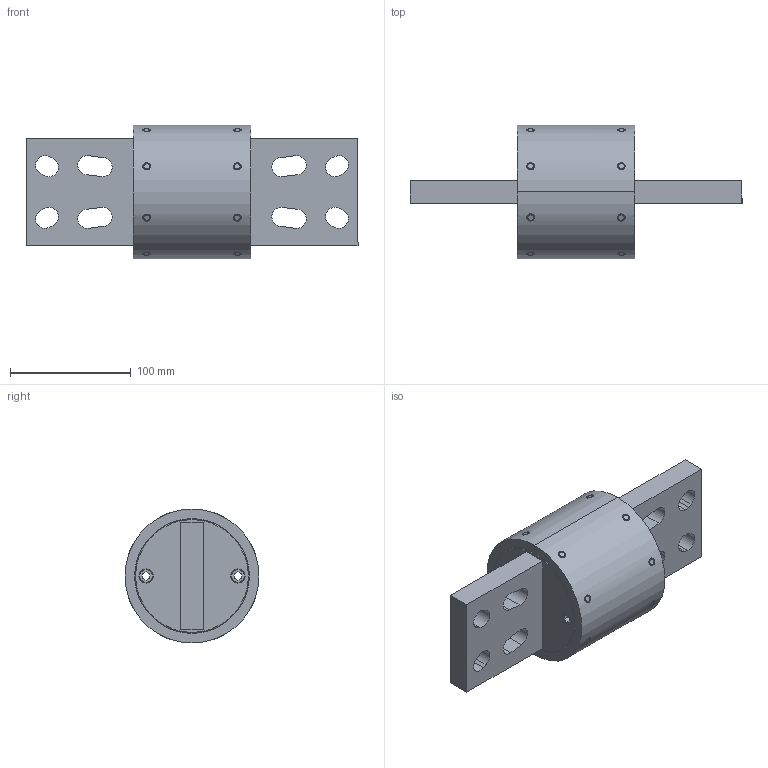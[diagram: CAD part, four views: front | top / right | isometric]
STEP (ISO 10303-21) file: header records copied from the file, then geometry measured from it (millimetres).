
FILE_DESCRIPTION (( 'STEP AP214' ), '1' );
FILE_NAME ('16478revF.STEP', '2015-10-23T15:35:33', ( '' ), ( '' ), 'SwSTEP 2.0', 'SolidWorks 2014', '' );
FILE_SCHEMA (( 'AUTOMOTIVE_DESIGN' ));
Length unit declared in the file: inch
Products named in the file (1): 16478revF
Bounding box: 275.44 x 111.12 x 111.12 mm (x, y, z)
Surface area: 133311.1 mm2 (no closed solid volume)
Topology: 0 solids, 25 shells, 182 faces, 484 edges, 328 vertices
Faces by surface type: plane 70, cylinder 68, cone 44
Entity records: 10037 total; most frequent: CARTESIAN_POINT 3043, DIRECTION 954, ORIENTED_EDGE 868, EDGE_CURVE 484, AXIS2_PLACEMENT_3D 351, VERTEX_POINT 328, VECTOR 252, LINE 252
